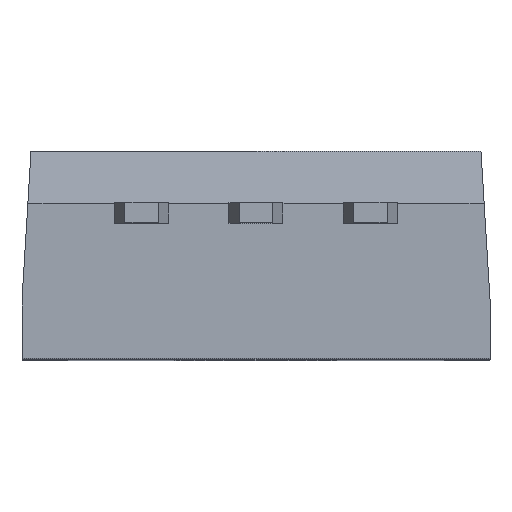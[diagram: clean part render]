
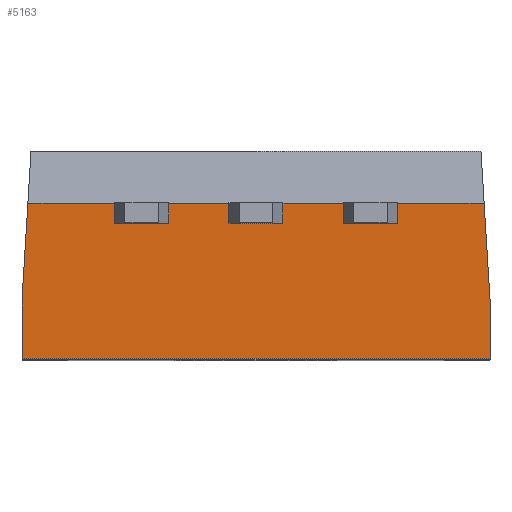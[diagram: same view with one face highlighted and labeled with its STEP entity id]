
A CAD part, top view. The second image highlights one B-rep face of the part: STEP entity #5163.
In plain terms, the highlighted planar face has unit normal (0, 0, 1).
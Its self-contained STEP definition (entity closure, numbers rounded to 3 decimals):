
#65=DIRECTION('',(1.,0.,0.));
#66=VECTOR('',#65,10.4);
#67=CARTESIAN_POINT('',(-5.2,0.,0.));
#68=LINE('',#67,#66);
#156=DIRECTION('',(0.,1.,0.));
#157=VECTOR('',#156,1.3);
#158=CARTESIAN_POINT('',(5.2,0.,0.));
#159=LINE('',#158,#157);
#177=DIRECTION('',(1.,0.,0.));
#178=VECTOR('',#177,1.2);
#179=CARTESIAN_POINT('',(-3.14,3.,0.));
#180=LINE('',#179,#178);
#184=DIRECTION('',(0.,-1.,0.));
#185=VECTOR('',#184,0.45);
#186=CARTESIAN_POINT('',(-1.94,3.45,0.));
#187=LINE('',#186,#185);
#191=DIRECTION('',(1.,0.,0.));
#192=VECTOR('',#191,1.34);
#193=CARTESIAN_POINT('',(-1.94,3.45,0.));
#194=LINE('',#193,#192);
#198=DIRECTION('',(0.,-1.,0.));
#199=VECTOR('',#198,0.45);
#200=CARTESIAN_POINT('',(-0.6,3.45,0.));
#201=LINE('',#200,#199);
#205=DIRECTION('',(1.,0.,0.));
#206=VECTOR('',#205,1.2);
#207=CARTESIAN_POINT('',(-0.6,3.,0.));
#208=LINE('',#207,#206);
#212=DIRECTION('',(0.,-1.,0.));
#213=VECTOR('',#212,0.45);
#214=CARTESIAN_POINT('',(0.6,3.45,0.));
#215=LINE('',#214,#213);
#219=DIRECTION('',(1.,0.,0.));
#220=VECTOR('',#219,1.34);
#221=CARTESIAN_POINT('',(0.6,3.45,0.));
#222=LINE('',#221,#220);
#226=DIRECTION('',(0.,-1.,0.));
#227=VECTOR('',#226,0.45);
#228=CARTESIAN_POINT('',(1.94,3.45,0.));
#229=LINE('',#228,#227);
#233=DIRECTION('',(1.,0.,0.));
#234=VECTOR('',#233,1.2);
#235=CARTESIAN_POINT('',(1.94,3.,0.));
#236=LINE('',#235,#234);
#240=DIRECTION('',(0.,-1.,0.));
#241=VECTOR('',#240,0.45);
#242=CARTESIAN_POINT('',(3.14,3.45,0.));
#243=LINE('',#242,#241);
#247=DIRECTION('',(1.,0.,0.));
#248=VECTOR('',#247,1.93);
#249=CARTESIAN_POINT('',(3.14,3.45,0.));
#250=LINE('',#249,#248);
#254=DIRECTION('',(-0.06,0.998,0.));
#255=VECTOR('',#254,2.154);
#256=CARTESIAN_POINT('',(5.2,1.3,0.));
#257=LINE('',#256,#255);
#261=DIRECTION('',(0.,1.,0.));
#262=VECTOR('',#261,1.3);
#263=CARTESIAN_POINT('',(-5.2,0.,0.));
#264=LINE('',#263,#262);
#268=DIRECTION('',(-0.06,-0.998,0.));
#269=VECTOR('',#268,2.154);
#270=CARTESIAN_POINT('',(-5.07,3.45,0.));
#271=LINE('',#270,#269);
#275=DIRECTION('',(1.,0.,0.));
#276=VECTOR('',#275,1.93);
#277=CARTESIAN_POINT('',(-5.07,3.45,0.));
#278=LINE('',#277,#276);
#282=DIRECTION('',(0.,-1.,0.));
#283=VECTOR('',#282,0.45);
#284=CARTESIAN_POINT('',(-3.14,3.45,0.));
#285=LINE('',#284,#283);
#4136=CARTESIAN_POINT('',(-5.2,0.,0.));
#4137=CARTESIAN_POINT('',(5.2,0.,0.));
#4138=VERTEX_POINT('',#4136);
#4139=VERTEX_POINT('',#4137);
#4144=CARTESIAN_POINT('',(5.2,1.3,0.));
#4146=VERTEX_POINT('',#4144);
#4148=CARTESIAN_POINT('',(5.07,3.45,0.));
#4149=VERTEX_POINT('',#4148);
#4158=CARTESIAN_POINT('',(-5.07,3.45,0.));
#4159=CARTESIAN_POINT('',(-5.2,1.3,0.));
#4160=VERTEX_POINT('',#4158);
#4161=VERTEX_POINT('',#4159);
#4244=CARTESIAN_POINT('',(-3.14,3.,0.));
#4245=CARTESIAN_POINT('',(-1.94,3.,0.));
#4246=VERTEX_POINT('',#4244);
#4247=VERTEX_POINT('',#4245);
#4248=CARTESIAN_POINT('',(-0.6,3.,0.));
#4249=CARTESIAN_POINT('',(0.6,3.,0.));
#4250=VERTEX_POINT('',#4248);
#4251=VERTEX_POINT('',#4249);
#4252=CARTESIAN_POINT('',(1.94,3.,0.));
#4253=CARTESIAN_POINT('',(3.14,3.,0.));
#4254=VERTEX_POINT('',#4252);
#4255=VERTEX_POINT('',#4253);
#4256=CARTESIAN_POINT('',(-3.14,3.45,0.));
#4257=CARTESIAN_POINT('',(-1.94,3.45,0.));
#4258=VERTEX_POINT('',#4256);
#4259=VERTEX_POINT('',#4257);
#4260=CARTESIAN_POINT('',(-0.6,3.45,0.));
#4261=CARTESIAN_POINT('',(0.6,3.45,0.));
#4262=VERTEX_POINT('',#4260);
#4263=VERTEX_POINT('',#4261);
#4264=CARTESIAN_POINT('',(1.94,3.45,0.));
#4265=CARTESIAN_POINT('',(3.14,3.45,0.));
#4266=VERTEX_POINT('',#4264);
#4267=VERTEX_POINT('',#4265);
#5123=CARTESIAN_POINT('',(-5.2,0.,0.));
#5124=DIRECTION('',(0.,0.,1.));
#5125=DIRECTION('',(1.,0.,0.));
#5126=AXIS2_PLACEMENT_3D('',#5123,#5124,#5125);
#5127=PLANE('',#5126);
#5129=ORIENTED_EDGE('',*,*,#5128,.T.);
#5131=ORIENTED_EDGE('',*,*,#5130,.F.);
#5133=ORIENTED_EDGE('',*,*,#5132,.T.);
#5135=ORIENTED_EDGE('',*,*,#5134,.T.);
#5137=ORIENTED_EDGE('',*,*,#5136,.T.);
#5139=ORIENTED_EDGE('',*,*,#5138,.F.);
#5141=ORIENTED_EDGE('',*,*,#5140,.T.);
#5143=ORIENTED_EDGE('',*,*,#5142,.T.);
#5145=ORIENTED_EDGE('',*,*,#5144,.T.);
#5147=ORIENTED_EDGE('',*,*,#5146,.F.);
#5149=ORIENTED_EDGE('',*,*,#5148,.T.);
#5150=ORIENTED_EDGE('',*,*,#5100,.F.);
#5151=ORIENTED_EDGE('',*,*,#5077,.F.);
#5152=ORIENTED_EDGE('',*,*,#4931,.F.);
#5154=ORIENTED_EDGE('',*,*,#5153,.T.);
#5156=ORIENTED_EDGE('',*,*,#5155,.F.);
#5158=ORIENTED_EDGE('',*,*,#5157,.T.);
#5160=ORIENTED_EDGE('',*,*,#5159,.T.);
#5161=EDGE_LOOP('',(#5129,#5131,#5133,#5135,#5137,#5139,#5141,#5143,#5145,#5147,
#5149,#5150,#5151,#5152,#5154,#5156,#5158,#5160));
#5162=FACE_OUTER_BOUND('',#5161,.F.);
#5163=ADVANCED_FACE('',(#5162),#5127,.T.);
#4931=EDGE_CURVE('',#4138,#4139,#68,.T.);
#5077=EDGE_CURVE('',#4139,#4146,#159,.T.);
#5100=EDGE_CURVE('',#4146,#4149,#257,.T.);
#5128=EDGE_CURVE('',#4246,#4247,#180,.T.);
#5130=EDGE_CURVE('',#4259,#4247,#187,.T.);
#5132=EDGE_CURVE('',#4259,#4262,#194,.T.);
#5134=EDGE_CURVE('',#4262,#4250,#201,.T.);
#5136=EDGE_CURVE('',#4250,#4251,#208,.T.);
#5138=EDGE_CURVE('',#4263,#4251,#215,.T.);
#5140=EDGE_CURVE('',#4263,#4266,#222,.T.);
#5142=EDGE_CURVE('',#4266,#4254,#229,.T.);
#5144=EDGE_CURVE('',#4254,#4255,#236,.T.);
#5146=EDGE_CURVE('',#4267,#4255,#243,.T.);
#5148=EDGE_CURVE('',#4267,#4149,#250,.T.);
#5153=EDGE_CURVE('',#4138,#4161,#264,.T.);
#5155=EDGE_CURVE('',#4160,#4161,#271,.T.);
#5157=EDGE_CURVE('',#4160,#4258,#278,.T.);
#5159=EDGE_CURVE('',#4258,#4246,#285,.T.);
